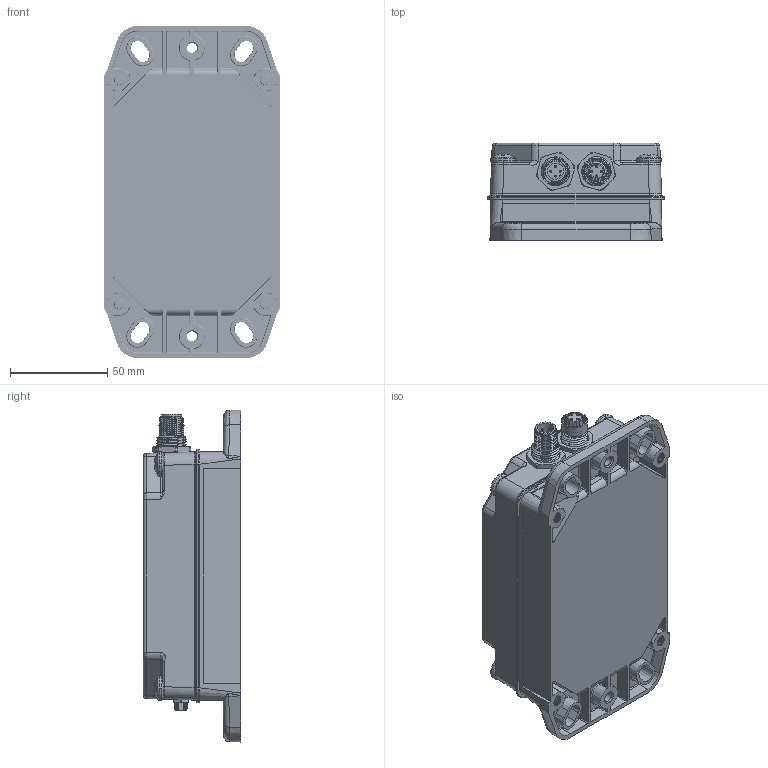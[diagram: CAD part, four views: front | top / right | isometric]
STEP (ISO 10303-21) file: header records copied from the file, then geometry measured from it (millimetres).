
FILE_DESCRIPTION((''),'2;1');
FILE_NAME('235943_SM01_ASM','2023-06-29T15:27:13',('banengservice'),('BANNER ENGINEERING'),'CREO PARAMETRIC BY PTC INC, 2022414','CREO PARAMETRIC BY PTC INC, 2022414','');
FILE_SCHEMA(('CONFIG_CONTROL_DESIGN'));
Products named in the file (2): 235943_EP01; 235943_SM01_ASM
Assembly tree (1 placements, depth 2):
  235943_SM01_ASM
    235943_EP01
Bounding box: 90.8 x 50 x 170.5 mm (x, y, z)
Volume: 539046.4 mm3; surface area: 78299.1 mm2
Topology: 1 solids, 1 shells, 2275 faces, 6204 edges, 3920 vertices
Faces by surface type: cylinder 948, plane 552, bspline 440, cone 199, sphere 80, torus 52, extrusion 4
Entity records: 222129 total; most frequent: CARTESIAN_POINT 170303, ORIENTED_EDGE 12356, DIRECTION 8530, EDGE_CURVE 6178, VERTEX_POINT 3920, AXIS2_PLACEMENT_3D 3113, B_SPLINE_CURVE_WITH_KNOTS 2603, EDGE_LOOP 2382
